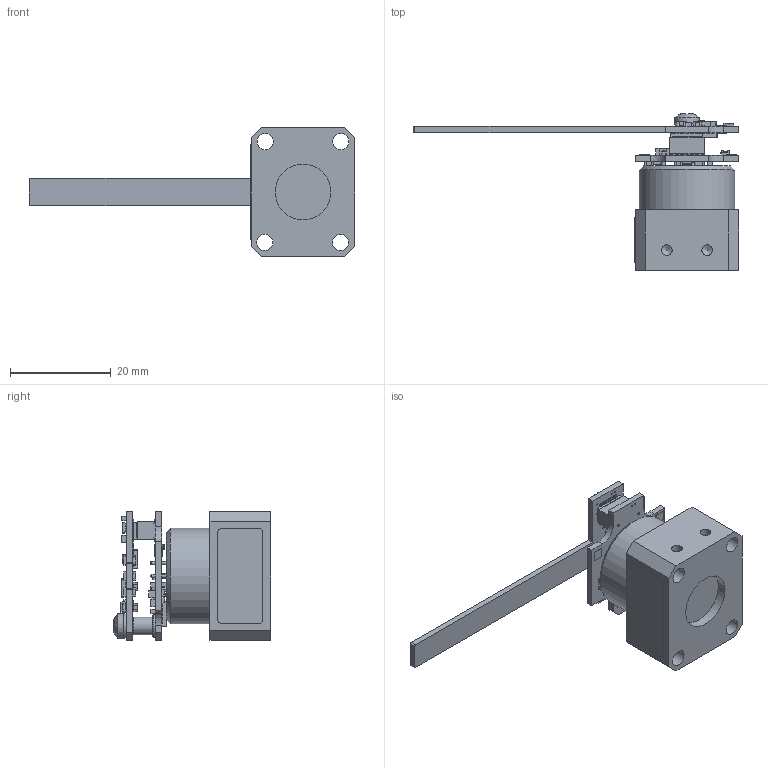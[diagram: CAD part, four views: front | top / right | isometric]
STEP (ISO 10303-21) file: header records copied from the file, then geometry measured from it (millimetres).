
FILE_DESCRIPTION(/* description */ (''),/* implementation_level */ '2;1');
FILE_NAME(/* name */ 'CDS530D Surface mount flex.stp',/* time_stamp */ '2024-03-14T13:20:17+01:00',/* author */ ('quen001'),/* organization */ (''),/* preprocessor_version */ 'ST-DEVELOPER v19.2',/* originating_system */ 'Autodesk Inventor 2023',/* authorisation */ '');
FILE_SCHEMA (('AUTOMOTIVE_DESIGN { 1 0 10303 214 3 1 1 }'));
Products named in the file (1): Bauteil38
Bounding box: 64.5 x 31.13 x 25.5 mm (x, y, z)
Volume: 9444.3 mm3; surface area: 6164 mm2
Topology: 1 solids, 5 shells, 1769 faces, 4972 edges, 3294 vertices
Faces by surface type: plane 1429, cylinder 306, sphere 16, cone 11, bspline 6, torus 1
Full cylindrical faces by diameter (mm): 0.249 x66, 0.252 x1, 0.3 x1, 0.33 x1, 0.381 x5, 0.385 x1, 0.4 x2, 0.5 x4, 0.7 x10, 0.864 x5, 1.016 x5, 1.65 x5, 1.651 x5, 2.113 x5, 2.5 x2, 2.692 x1, 2.7 x1, 3.2 x4, 3.5 x1, 4.5 x1, 4.8 x1, 5 x1, 11 x1, 19 x1
Entity records: 59240 total; most frequent: CARTESIAN_POINT 10484, ORIENTED_EDGE 9908, DIRECTION 9109, EDGE_CURVE 4954, LINE 4277, VECTOR 4277, VERTEX_POINT 3294, AXIS2_PLACEMENT_3D 2416
